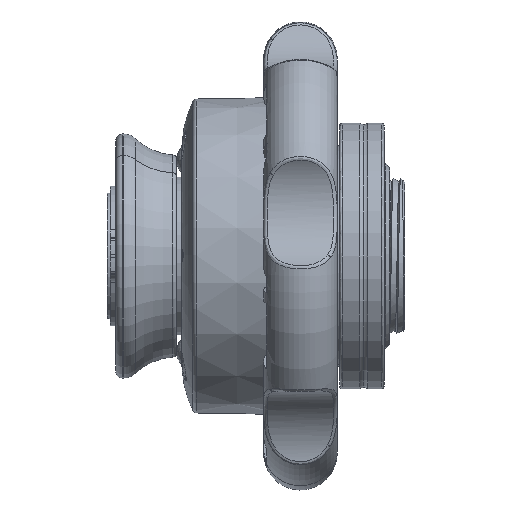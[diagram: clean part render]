
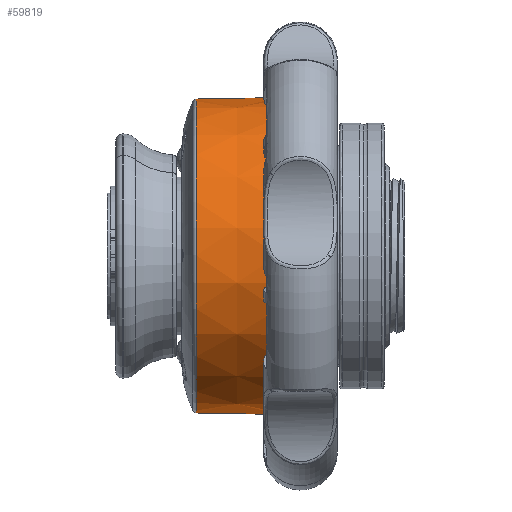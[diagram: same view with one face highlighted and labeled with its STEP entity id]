
A CAD part, front view. The second image highlights one B-rep face of the part: STEP entity #59819.
In plain terms, the highlighted conical face has half-angle 1 degrees and reference radius 42.52 mm.
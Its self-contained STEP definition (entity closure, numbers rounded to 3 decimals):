
#13487 = CARTESIAN_POINT ( 'NONE',  ( -18.613, -0.173, -42.587 ) ) ;
#18380 = VERTEX_POINT ( 'NONE', #172763 ) ;
#34373 = DIRECTION ( 'NONE',  ( 1., 0., 0. ) ) ;
#36400 = VERTEX_POINT ( 'NONE', #172563 ) ;
#39935 = DIRECTION ( 'NONE',  ( 1., 0., 0.017 ) ) ;
#47254 = FACE_OUTER_BOUND ( 'NONE', #120654, .T. ) ;
#59819 = ADVANCED_FACE ( 'NONE', ( #47254 ), #133426, .T. ) ;
#59970 = VERTEX_POINT ( 'NONE', #13487 ) ;
#60888 = EDGE_CURVE ( 'NONE', #166767, #36400, #121236, .T. ) ;
#61960 = EDGE_CURVE ( 'NONE', #18380, #59970, #156104, .T. ) ;
#80932 = EDGE_CURVE ( 'NONE', #18380, #36400, #85242, .T. ) ;
#83038 = DIRECTION ( 'NONE',  ( 1., 0., 0. ) ) ;
#85242 = LINE ( 'NONE', #175064, #188315 ) ;
#86794 = AXIS2_PLACEMENT_3D ( 'NONE', #112741, #83038, #96916 ) ;
#96916 = DIRECTION ( 'NONE',  ( 0., -0.004, -1. ) ) ;
#102511 = ORIENTED_EDGE ( 'NONE', *, *, #61960, .T. ) ;
#107692 = CARTESIAN_POINT ( 'NONE',  ( -22.5, -0.172, -42.52 ) ) ;
#112741 = CARTESIAN_POINT ( 'NONE',  ( -18.613, 0., 0. ) ) ;
#117841 = AXIS2_PLACEMENT_3D ( 'NONE', #185270, #34373, #123234 ) ;
#118840 = EDGE_CURVE ( 'NONE', #59970, #166767, #122503, .T. ) ;
#120654 = EDGE_LOOP ( 'NONE', ( #145222, #102511, #170640, #151213 ) ) ;
#121236 = CIRCLE ( 'NONE', #162154, 42.974 ) ;
#122396 = VECTOR ( 'NONE', #182614, 1000. ) ;
#122503 = LINE ( 'NONE', #107692, #122396 ) ;
#123234 = DIRECTION ( 'NONE',  ( 0., -0.004, -1. ) ) ;
#128680 = DIRECTION ( 'NONE',  ( -1., 0., 0. ) ) ;
#133426 = CONICAL_SURFACE ( 'NONE', #117841, 42.52, 0.017 ) ;
#145222 = ORIENTED_EDGE ( 'NONE', *, *, #80932, .F. ) ;
#151213 = ORIENTED_EDGE ( 'NONE', *, *, #60888, .T. ) ;
#156104 = CIRCLE ( 'NONE', #86794, 42.588 ) ;
#162154 = AXIS2_PLACEMENT_3D ( 'NONE', #174053, #128680, #175023 ) ;
#166767 = VERTEX_POINT ( 'NONE', #176322 ) ;
#170640 = ORIENTED_EDGE ( 'NONE', *, *, #118840, .T. ) ;
#172563 = CARTESIAN_POINT ( 'NONE',  ( 3.5, 0.174, 42.973 ) ) ;
#172763 = CARTESIAN_POINT ( 'NONE',  ( -18.613, 0.173, 42.587 ) ) ;
#174053 = CARTESIAN_POINT ( 'NONE',  ( 3.5, 0., 0. ) ) ;
#175023 = DIRECTION ( 'NONE',  ( 0., 0.004, 1. ) ) ;
#175064 = CARTESIAN_POINT ( 'NONE',  ( -22.5, 0.172, 42.52 ) ) ;
#176322 = CARTESIAN_POINT ( 'NONE',  ( 3.5, -0.174, -42.973 ) ) ;
#182614 = DIRECTION ( 'NONE',  ( 1., 0., -0.017 ) ) ;
#185270 = CARTESIAN_POINT ( 'NONE',  ( -22.5, 0., 0. ) ) ;
#188315 = VECTOR ( 'NONE', #39935, 1000. ) ;
